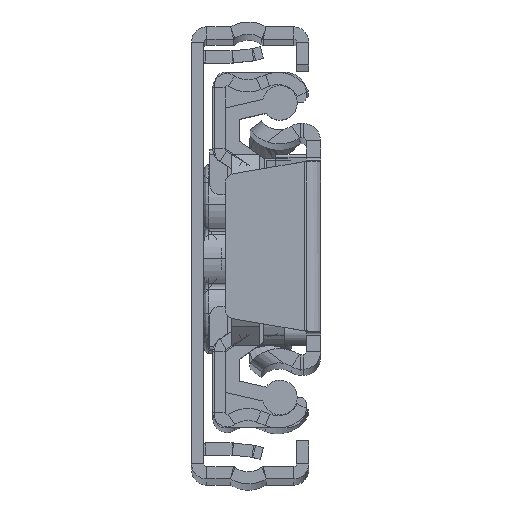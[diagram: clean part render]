
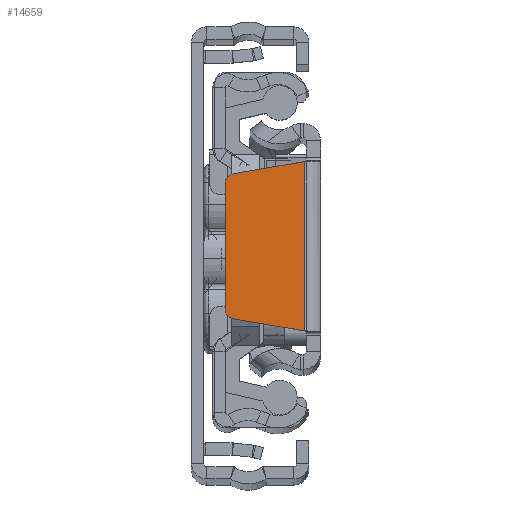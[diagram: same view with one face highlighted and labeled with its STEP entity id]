
A CAD part, top view. The second image highlights one B-rep face of the part: STEP entity #14659.
In plain terms, the highlighted planar face has unit normal (0, 0, 1).
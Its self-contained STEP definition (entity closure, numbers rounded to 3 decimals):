
#928 = LINE ( 'NONE', #13522, #1876 ) ;
#1190 = ORIENTED_EDGE ( 'NONE', *, *, #1973, .F. ) ;
#1198 = VECTOR ( 'NONE', #17960, 1000. ) ;
#1350 = ORIENTED_EDGE ( 'NONE', *, *, #14074, .F. ) ;
#1626 = DIRECTION ( 'NONE',  ( -1., 0., 0. ) ) ;
#1639 = LINE ( 'NONE', #18315, #2257 ) ;
#1876 = VECTOR ( 'NONE', #11831, 1000. ) ;
#1950 = DIRECTION ( 'NONE',  ( -1., 0., 0. ) ) ;
#1973 = EDGE_CURVE ( 'NONE', #6367, #13711, #16871, .T. ) ;
#2009 = CARTESIAN_POINT ( 'NONE',  ( -8.4, 6.156, 0. ) ) ;
#2105 = DIRECTION ( 'NONE',  ( 0., 0., -1. ) ) ;
#2257 = VECTOR ( 'NONE', #8720, 1000. ) ;
#2462 = EDGE_LOOP ( 'NONE', ( #1350, #9030, #1190, #11981, #10127, #10520 ) ) ;
#3081 = VERTEX_POINT ( 'NONE', #14705 ) ;
#3433 = LINE ( 'NONE', #16254, #1198 ) ;
#4396 = EDGE_CURVE ( 'NONE', #13711, #7739, #16541, .T. ) ;
#4442 = AXIS2_PLACEMENT_3D ( 'NONE', #14701, #2105, #9743 ) ;
#4757 = DIRECTION ( 'NONE',  ( 0., 0., -1. ) ) ;
#4932 = CARTESIAN_POINT ( 'NONE',  ( -9.4, 6.156, 0. ) ) ;
#5175 = DIRECTION ( 'NONE',  ( 0., 0., -1. ) ) ;
#6329 = CARTESIAN_POINT ( 'NONE',  ( -9.4, -6.156, 0. ) ) ;
#6367 = VERTEX_POINT ( 'NONE', #4932 ) ;
#6946 = DIRECTION ( 'NONE',  ( 0.986, 0.168, 0. ) ) ;
#7255 = AXIS2_PLACEMENT_3D ( 'NONE', #2009, #4757, #1626 ) ;
#7739 = VERTEX_POINT ( 'NONE', #15228 ) ;
#7891 = FACE_OUTER_BOUND ( 'NONE', #2462, .T. ) ;
#8299 = CIRCLE ( 'NONE', #12350, 1. ) ;
#8720 = DIRECTION ( 'NONE',  ( 0., 1., 0. ) ) ;
#9030 = ORIENTED_EDGE ( 'NONE', *, *, #4396, .F. ) ;
#9519 = CARTESIAN_POINT ( 'NONE',  ( -1.6, -8.333, 0. ) ) ;
#9743 = DIRECTION ( 'NONE',  ( -1., 0., 0. ) ) ;
#10127 = ORIENTED_EDGE ( 'NONE', *, *, #19407, .F. ) ;
#10520 = ORIENTED_EDGE ( 'NONE', *, *, #13900, .F. ) ;
#11831 = DIRECTION ( 'NONE',  ( 0., -1., 0. ) ) ;
#11981 = ORIENTED_EDGE ( 'NONE', *, *, #16972, .F. ) ;
#12350 = AXIS2_PLACEMENT_3D ( 'NONE', #19634, #5175, #1950 ) ;
#13522 = CARTESIAN_POINT ( 'NONE',  ( -1.6, -8.333, 0. ) ) ;
#13711 = VERTEX_POINT ( 'NONE', #20414 ) ;
#13900 = EDGE_CURVE ( 'NONE', #14926, #3081, #3433, .T. ) ;
#14074 = EDGE_CURVE ( 'NONE', #7739, #14926, #928, .T. ) ;
#14659 = ADVANCED_FACE ( 'NONE', ( #7891 ), #18103, .F. ) ;
#14701 = CARTESIAN_POINT ( 'NONE',  ( -8.4, 6.156, 0. ) ) ;
#14705 = CARTESIAN_POINT ( 'NONE',  ( -8.568, -7.142, 0. ) ) ;
#14926 = VERTEX_POINT ( 'NONE', #9519 ) ;
#15228 = CARTESIAN_POINT ( 'NONE',  ( -1.6, 8.333, 0. ) ) ;
#16254 = CARTESIAN_POINT ( 'NONE',  ( -8.568, -7.142, 0. ) ) ;
#16541 = LINE ( 'NONE', #19720, #17987 ) ;
#16808 = VERTEX_POINT ( 'NONE', #6329 ) ;
#16871 = CIRCLE ( 'NONE', #4442, 1. ) ;
#16972 = EDGE_CURVE ( 'NONE', #16808, #6367, #1639, .T. ) ;
#17960 = DIRECTION ( 'NONE',  ( -0.986, 0.168, 0. ) ) ;
#17987 = VECTOR ( 'NONE', #6946, 1000. ) ;
#18103 = PLANE ( 'NONE',  #7255 ) ;
#18315 = CARTESIAN_POINT ( 'NONE',  ( -9.4, 6.156, 0. ) ) ;
#19407 = EDGE_CURVE ( 'NONE', #3081, #16808, #8299, .T. ) ;
#19634 = CARTESIAN_POINT ( 'NONE',  ( -8.4, -6.156, 0. ) ) ;
#19720 = CARTESIAN_POINT ( 'NONE',  ( -1.5, 8.35, 0. ) ) ;
#20414 = CARTESIAN_POINT ( 'NONE',  ( -8.568, 7.142, 0. ) ) ;
